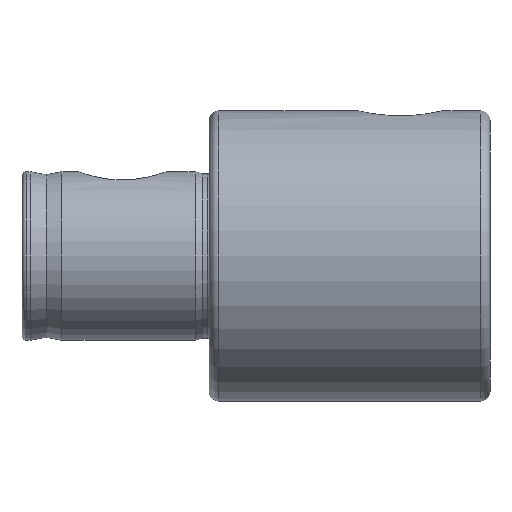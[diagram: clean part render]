
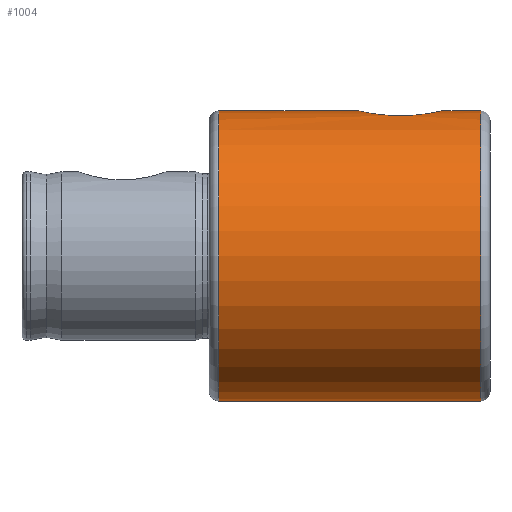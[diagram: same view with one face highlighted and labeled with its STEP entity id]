
A CAD part, front view. The second image highlights one B-rep face of the part: STEP entity #1004.
In plain terms, the highlighted cylindrical face has radius 15.5 mm (diameter 31 mm), a full revolution.
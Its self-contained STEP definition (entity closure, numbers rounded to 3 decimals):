
#44=B_SPLINE_CURVE_WITH_KNOTS('',3,(#1763,#1764,#1765,#1766,#1767,#1768,
#1769,#1770,#1771,#1772,#1773,#1774,#1775,#1776,#1777,#1778,#1779,#1780),
 .UNSPECIFIED.,.F.,.F.,(4,2,2,2,2,2,2,2,4),(0.635,0.797,
0.958,1.114,1.271,1.422,1.574,
1.74,1.906),.UNSPECIFIED.);
#45=B_SPLINE_CURVE_WITH_KNOTS('',3,(#1781,#1782,#1783,#1784,#1785,#1786,
#1787,#1788,#1789,#1790,#1791,#1792,#1793,#1794,#1795,#1796,#1797,#1798,
#1799),.UNSPECIFIED.,.F.,.F.,(4,2,2,2,3,2,2,2,4),(1.906,2.073,
2.239,2.391,2.542,2.699,2.855,
3.016,3.177),.UNSPECIFIED.);
#46=B_SPLINE_CURVE_WITH_KNOTS('',3,(#1802,#1803,#1804,#1805,#1806,#1807,
#1808,#1809,#1810,#1811,#1812,#1813,#1814,#1815,#1816,#1817,#1818,#1819),
 .UNSPECIFIED.,.F.,.F.,(4,2,2,2,2,2,2,2,4),(0.635,0.797,
0.958,1.114,1.271,1.422,1.574,
1.74,1.906),.UNSPECIFIED.);
#47=B_SPLINE_CURVE_WITH_KNOTS('',3,(#1820,#1821,#1822,#1823,#1824,#1825,
#1826,#1827,#1828,#1829,#1830,#1831,#1832,#1833,#1834,#1835,#1836,#1837,
#1838),.UNSPECIFIED.,.F.,.F.,(4,2,2,2,3,2,2,2,4),(1.906,2.073,
2.239,2.391,2.542,2.699,2.855,
3.016,3.177),.UNSPECIFIED.);
#67=CYLINDRICAL_SURFACE('',#1156,15.5);
#83=FACE_BOUND('',#195,.T.);
#84=FACE_BOUND('',#196,.T.);
#128=FACE_OUTER_BOUND('',#194,.T.);
#194=EDGE_LOOP('',(#739,#740,#741,#742,#743,#744));
#195=EDGE_LOOP('',(#745,#746));
#196=EDGE_LOOP('',(#747,#748));
#258=LINE('',#1759,#310);
#310=VECTOR('',#1346,15.5);
#377=CIRCLE('',#1153,15.5);
#378=CIRCLE('',#1154,15.5);
#380=CIRCLE('',#1157,15.5);
#381=CIRCLE('',#1158,15.5);
#453=VERTEX_POINT('',#1750);
#454=VERTEX_POINT('',#1751);
#455=VERTEX_POINT('',#1756);
#456=VERTEX_POINT('',#1757);
#457=VERTEX_POINT('',#1761);
#458=VERTEX_POINT('',#1762);
#459=VERTEX_POINT('',#1800);
#460=VERTEX_POINT('',#1801);
#561=EDGE_CURVE('',#453,#454,#377,.T.);
#562=EDGE_CURVE('',#454,#453,#378,.T.);
#564=EDGE_CURVE('',#455,#456,#380,.T.);
#565=EDGE_CURVE('',#455,#454,#258,.T.);
#566=EDGE_CURVE('',#456,#455,#381,.T.);
#567=EDGE_CURVE('',#457,#458,#44,.T.);
#568=EDGE_CURVE('',#458,#457,#45,.T.);
#569=EDGE_CURVE('',#459,#460,#46,.T.);
#570=EDGE_CURVE('',#460,#459,#47,.T.);
#739=ORIENTED_EDGE('',*,*,#564,.F.);
#740=ORIENTED_EDGE('',*,*,#565,.T.);
#741=ORIENTED_EDGE('',*,*,#561,.F.);
#742=ORIENTED_EDGE('',*,*,#562,.F.);
#743=ORIENTED_EDGE('',*,*,#565,.F.);
#744=ORIENTED_EDGE('',*,*,#566,.F.);
#745=ORIENTED_EDGE('',*,*,#567,.T.);
#746=ORIENTED_EDGE('',*,*,#568,.T.);
#747=ORIENTED_EDGE('',*,*,#569,.T.);
#748=ORIENTED_EDGE('',*,*,#570,.T.);
#1004=ADVANCED_FACE('',(#128,#83,#84),#67,.T.);
#1153=AXIS2_PLACEMENT_3D('',#1752,#1336,#1337);
#1154=AXIS2_PLACEMENT_3D('',#1753,#1338,#1339);
#1156=AXIS2_PLACEMENT_3D('',#1755,#1342,#1343);
#1157=AXIS2_PLACEMENT_3D('',#1758,#1344,#1345);
#1158=AXIS2_PLACEMENT_3D('',#1760,#1347,#1348);
#1336=DIRECTION('center_axis',(-1.,0.,0.));
#1337=DIRECTION('ref_axis',(0.,-1.,0.));
#1338=DIRECTION('center_axis',(-1.,0.,0.));
#1339=DIRECTION('ref_axis',(0.,-1.,0.));
#1342=DIRECTION('center_axis',(1.,0.,0.));
#1343=DIRECTION('ref_axis',(0.,1.,0.));
#1344=DIRECTION('center_axis',(1.,0.,0.));
#1345=DIRECTION('ref_axis',(0.,-1.,0.));
#1346=DIRECTION('',(-1.,0.,0.));
#1347=DIRECTION('center_axis',(1.,0.,0.));
#1348=DIRECTION('ref_axis',(0.,-1.,0.));
#1750=CARTESIAN_POINT('',(21.,0.,15.5));
#1751=CARTESIAN_POINT('',(21.,-15.5,0.));
#1752=CARTESIAN_POINT('Origin',(21.,0.,0.));
#1753=CARTESIAN_POINT('Origin',(21.,0.,0.));
#1755=CARTESIAN_POINT('Origin',(35.,0.,0.));
#1756=CARTESIAN_POINT('',(49.,-15.5,0.));
#1757=CARTESIAN_POINT('',(49.,0.,15.5));
#1758=CARTESIAN_POINT('Origin',(49.,0.,0.));
#1759=CARTESIAN_POINT('',(35.,-15.5,0.));
#1760=CARTESIAN_POINT('Origin',(49.,0.,0.));
#1761=CARTESIAN_POINT('',(44.85,0.,15.5));
#1762=CARTESIAN_POINT('',(35.95,0.,15.5));
#1763=CARTESIAN_POINT('Ctrl Pts',(44.85,0.,15.5));
#1764=CARTESIAN_POINT('Ctrl Pts',(44.85,-0.537,15.5));
#1765=CARTESIAN_POINT('Ctrl Pts',(44.717,-1.098,15.469));
#1766=CARTESIAN_POINT('Ctrl Pts',(44.21,-2.102,15.365));
#1767=CARTESIAN_POINT('Ctrl Pts',(43.836,-2.545,15.293));
#1768=CARTESIAN_POINT('Ctrl Pts',(43.025,-3.213,15.167));
#1769=CARTESIAN_POINT('Ctrl Pts',(42.534,-3.49,15.103));
#1770=CARTESIAN_POINT('Ctrl Pts',(41.483,-3.854,15.014));
#1771=CARTESIAN_POINT('Ctrl Pts',(40.922,-3.941,14.991));
#1772=CARTESIAN_POINT('Ctrl Pts',(39.895,-3.941,14.991));
#1773=CARTESIAN_POINT('Ctrl Pts',(39.351,-3.859,15.013));
#1774=CARTESIAN_POINT('Ctrl Pts',(38.327,-3.517,15.097));
#1775=CARTESIAN_POINT('Ctrl Pts',(37.848,-3.256,15.157));
#1776=CARTESIAN_POINT('Ctrl Pts',(37.02,-2.607,15.283));
#1777=CARTESIAN_POINT('Ctrl Pts',(36.627,-2.157,15.358));
#1778=CARTESIAN_POINT('Ctrl Pts',(36.091,-1.131,15.467));
#1779=CARTESIAN_POINT('Ctrl Pts',(35.95,-0.554,15.5));
#1780=CARTESIAN_POINT('Ctrl Pts',(35.95,0.,15.5));
#1781=CARTESIAN_POINT('Ctrl Pts',(35.95,0.,15.5));
#1782=CARTESIAN_POINT('Ctrl Pts',(35.95,0.554,15.5));
#1783=CARTESIAN_POINT('Ctrl Pts',(36.091,1.131,15.467));
#1784=CARTESIAN_POINT('Ctrl Pts',(36.627,2.157,15.358));
#1785=CARTESIAN_POINT('Ctrl Pts',(37.02,2.607,15.283));
#1786=CARTESIAN_POINT('Ctrl Pts',(37.848,3.256,15.157));
#1787=CARTESIAN_POINT('Ctrl Pts',(38.327,3.517,15.097));
#1788=CARTESIAN_POINT('Ctrl Pts',(39.351,3.859,15.013));
#1789=CARTESIAN_POINT('Ctrl Pts',(39.895,3.941,14.991));
#1790=CARTESIAN_POINT('Ctrl Pts',(40.4,3.941,14.991));
#1791=CARTESIAN_POINT('Ctrl Pts',(40.922,3.941,14.991));
#1792=CARTESIAN_POINT('Ctrl Pts',(41.483,3.854,15.014));
#1793=CARTESIAN_POINT('Ctrl Pts',(42.534,3.49,15.103));
#1794=CARTESIAN_POINT('Ctrl Pts',(43.025,3.213,15.167));
#1795=CARTESIAN_POINT('Ctrl Pts',(43.836,2.545,15.293));
#1796=CARTESIAN_POINT('Ctrl Pts',(44.21,2.102,15.365));
#1797=CARTESIAN_POINT('Ctrl Pts',(44.717,1.098,15.469));
#1798=CARTESIAN_POINT('Ctrl Pts',(44.85,0.537,15.5));
#1799=CARTESIAN_POINT('Ctrl Pts',(44.85,0.,15.5));
#1800=CARTESIAN_POINT('',(44.85,15.5,0.));
#1801=CARTESIAN_POINT('',(35.95,15.5,0.));
#1802=CARTESIAN_POINT('Ctrl Pts',(44.85,15.5,0.));
#1803=CARTESIAN_POINT('Ctrl Pts',(44.85,15.5,0.537));
#1804=CARTESIAN_POINT('Ctrl Pts',(44.717,15.469,1.098));
#1805=CARTESIAN_POINT('Ctrl Pts',(44.21,15.365,2.102));
#1806=CARTESIAN_POINT('Ctrl Pts',(43.836,15.293,2.545));
#1807=CARTESIAN_POINT('Ctrl Pts',(43.025,15.167,3.213));
#1808=CARTESIAN_POINT('Ctrl Pts',(42.534,15.103,3.49));
#1809=CARTESIAN_POINT('Ctrl Pts',(41.483,15.014,3.854));
#1810=CARTESIAN_POINT('Ctrl Pts',(40.922,14.991,3.941));
#1811=CARTESIAN_POINT('Ctrl Pts',(39.895,14.991,3.941));
#1812=CARTESIAN_POINT('Ctrl Pts',(39.351,15.013,3.859));
#1813=CARTESIAN_POINT('Ctrl Pts',(38.327,15.097,3.517));
#1814=CARTESIAN_POINT('Ctrl Pts',(37.848,15.157,3.256));
#1815=CARTESIAN_POINT('Ctrl Pts',(37.02,15.283,2.607));
#1816=CARTESIAN_POINT('Ctrl Pts',(36.627,15.358,2.157));
#1817=CARTESIAN_POINT('Ctrl Pts',(36.091,15.467,1.131));
#1818=CARTESIAN_POINT('Ctrl Pts',(35.95,15.5,0.554));
#1819=CARTESIAN_POINT('Ctrl Pts',(35.95,15.5,0.));
#1820=CARTESIAN_POINT('Ctrl Pts',(35.95,15.5,0.));
#1821=CARTESIAN_POINT('Ctrl Pts',(35.95,15.5,-0.554));
#1822=CARTESIAN_POINT('Ctrl Pts',(36.091,15.467,-1.131));
#1823=CARTESIAN_POINT('Ctrl Pts',(36.627,15.358,-2.157));
#1824=CARTESIAN_POINT('Ctrl Pts',(37.02,15.283,-2.607));
#1825=CARTESIAN_POINT('Ctrl Pts',(37.848,15.157,-3.256));
#1826=CARTESIAN_POINT('Ctrl Pts',(38.327,15.097,-3.517));
#1827=CARTESIAN_POINT('Ctrl Pts',(39.351,15.013,-3.859));
#1828=CARTESIAN_POINT('Ctrl Pts',(39.895,14.991,-3.941));
#1829=CARTESIAN_POINT('Ctrl Pts',(40.4,14.991,-3.941));
#1830=CARTESIAN_POINT('Ctrl Pts',(40.922,14.991,-3.941));
#1831=CARTESIAN_POINT('Ctrl Pts',(41.483,15.014,-3.854));
#1832=CARTESIAN_POINT('Ctrl Pts',(42.534,15.103,-3.49));
#1833=CARTESIAN_POINT('Ctrl Pts',(43.025,15.167,-3.213));
#1834=CARTESIAN_POINT('Ctrl Pts',(43.836,15.293,-2.545));
#1835=CARTESIAN_POINT('Ctrl Pts',(44.21,15.365,-2.102));
#1836=CARTESIAN_POINT('Ctrl Pts',(44.717,15.469,-1.098));
#1837=CARTESIAN_POINT('Ctrl Pts',(44.85,15.5,-0.537));
#1838=CARTESIAN_POINT('Ctrl Pts',(44.85,15.5,0.));
